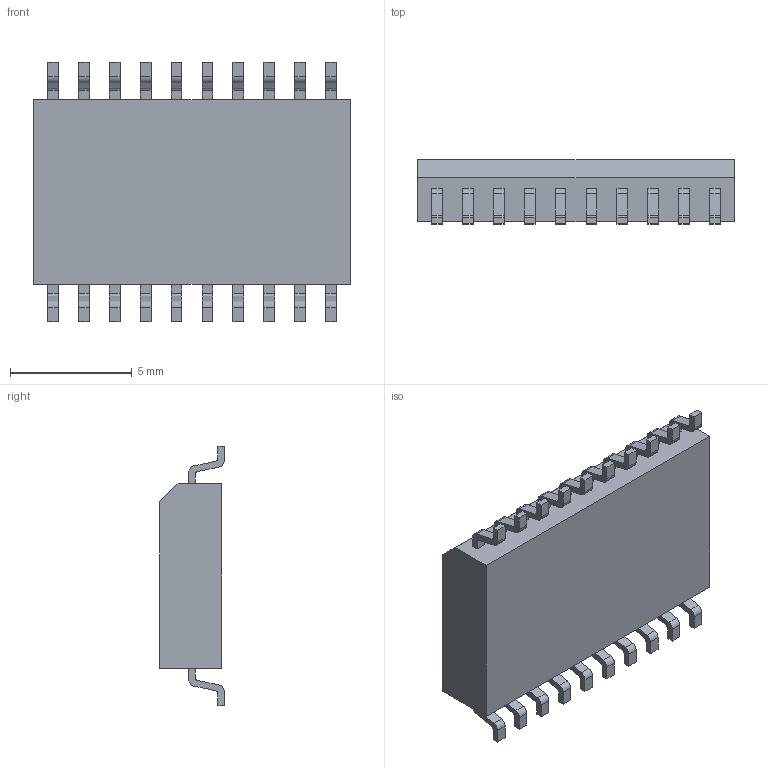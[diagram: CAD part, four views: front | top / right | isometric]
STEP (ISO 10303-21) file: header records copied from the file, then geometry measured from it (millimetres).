
FILE_DESCRIPTION (( 'STEP AP214' ), '1' );
FILE_NAME ('User Library-SOIC20_W.STEP', '2015-02-04T10:53:36', ( 'Windows User' ), ( '' ), 'SwSTEP 2.0', 'SolidWorks 2015', '' );
FILE_SCHEMA (( 'AUTOMOTIVE_DESIGN' ));
Length unit declared in the file: millimetre
Products named in the file (4): User Library-SOIC20_W_Assu_Fuss_SO20W___ _________; User Library-SOIC20_W_Fuss_SO20W___ _________; User Library-SOIC20_W_Part_SO20W___ _________; User Library-SOIC20_W
Assembly tree (33 placements, depth 3):
  User Library-SOIC20_W
    User Library-SOIC20_W_Part_SO20W___ _________
    User Library-SOIC20_W_Assu_Fuss_SO20W___ _________  x2
      User Library-SOIC20_W_Fuss_SO20W___ _________
Bounding box: 13 x 2.65 x 10.65 mm (x, y, z)
Volume: 265 mm3; surface area: 512.6 mm2
Topology: 61 solids, 61 shells, 847 faces, 2175 edges, 1450 vertices
Faces by surface type: plane 607, cylinder 240
Entity records: 1220 total; most frequent: DIRECTION 175, CARTESIAN_POINT 143, ORIENTED_EDGE 102, AXIS2_PLACEMENT_3D 66, EDGE_CURVE 51, LINE 43, VECTOR 43, PRODUCT_DEFINITION_SHAPE 37
